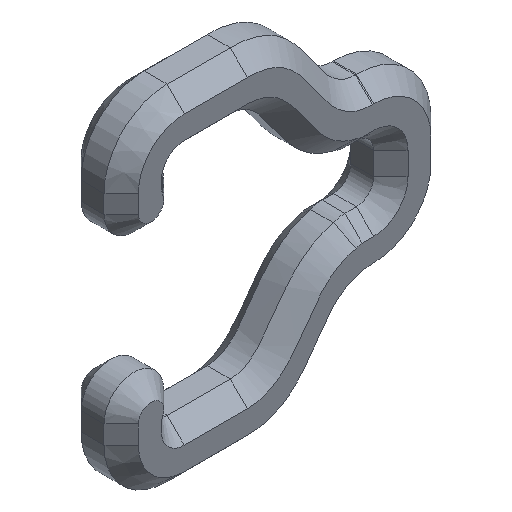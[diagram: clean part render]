
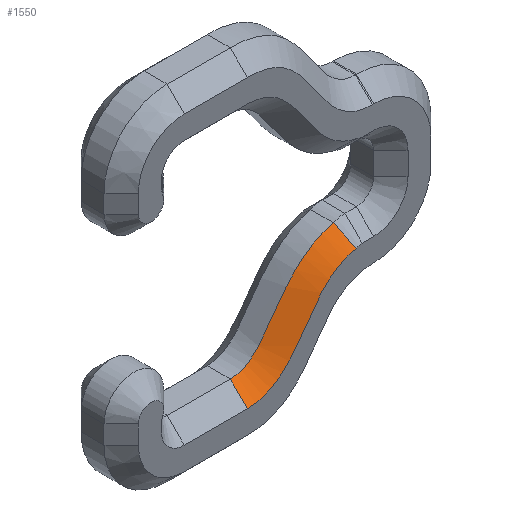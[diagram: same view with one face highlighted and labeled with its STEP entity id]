
A CAD part, isometric view. The second image highlights one B-rep face of the part: STEP entity #1550.
In plain terms, the highlighted free-form (B-spline) face has degree [1, 3] with [2, 22] control points.
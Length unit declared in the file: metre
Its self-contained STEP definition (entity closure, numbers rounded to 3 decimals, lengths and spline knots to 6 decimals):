
#162=B_SPLINE_CURVE_WITH_KNOTS('',3,(#2422,#2423,#2424,#2425,#2426,#2427,
#2428,#2429,#2430,#2431,#2432,#2433,#2434,#2435,#2436,#2437,#2438,#2439,
#2440,#2441,#2442,#2443,#2444,#2445,#2446,#2447,#2448,#2449,#2450,#2451,
#2452,#2453,#2454),.UNSPECIFIED.,.F.,.F.,(4,1,1,1,1,1,1,1,1,1,1,1,1,1,1,
1,1,1,1,1,1,1,1,1,1,1,1,1,1,1,4),(0.,0.054897,0.082345,
0.109794,0.123518,0.137242,0.164691,
0.192139,0.219588,0.233312,0.240174,
0.247036,0.250467,0.253898,0.26076,
0.274485,0.301933,0.329382,0.35683,
0.370554,0.384278,0.411727,0.439175,
0.466624,0.494072,0.521521,0.548969,
0.603866,0.658763,0.768557,0.878351),
 .UNSPECIFIED.);
#170=B_SPLINE_CURVE_WITH_KNOTS('',3,(#2778,#2779,#2780,#2781),
 .UNSPECIFIED.,.F.,.F.,(4,4),(0.,0.002129),.UNSPECIFIED.);
#184=B_SPLINE_CURVE_WITH_KNOTS('',3,(#3210,#3211,#3212,#3213),
 .UNSPECIFIED.,.F.,.F.,(4,4),(0.,1.),.UNSPECIFIED.);
#185=B_SPLINE_CURVE_WITH_KNOTS('',3,(#3260,#3261,#3262,#3263),
 .UNSPECIFIED.,.F.,.F.,(4,4),(0.10061,1.),.UNSPECIFIED.);
#578=ORIENTED_EDGE('',*,*,#723,.T.);
#579=ORIENTED_EDGE('',*,*,#778,.T.);
#580=ORIENTED_EDGE('',*,*,#846,.T.);
#581=ORIENTED_EDGE('',*,*,#844,.T.);
#723=EDGE_CURVE('',#927,#926,#162,.T.);
#778=EDGE_CURVE('',#926,#862,#170,.T.);
#844=EDGE_CURVE('',#985,#927,#184,.T.);
#846=EDGE_CURVE('',#862,#985,#185,.T.);
#862=VERTEX_POINT('',#2166);
#926=VERTEX_POINT('',#2421);
#927=VERTEX_POINT('',#2455);
#985=VERTEX_POINT('',#3214);
#1342=EDGE_LOOP('',(#578,#579,#580,#581));
#1440=FACE_BOUND('',#1342,.T.);
#1463=B_SPLINE_SURFACE_WITH_KNOTS('',1,3,((#3216,#3217,#3218,#3219,#3220,
#3221,#3222,#3223,#3224,#3225,#3226,#3227,#3228,#3229,#3230,#3231,#3232,
#3233,#3234,#3235,#3236,#3237),(#3238,#3239,#3240,#3241,#3242,#3243,#3244,
#3245,#3246,#3247,#3248,#3249,#3250,#3251,#3252,#3253,#3254,#3255,#3256,
#3257,#3258,#3259)),.RULED_SURF.,.F.,.F.,.F.,(2,2),(4,2,2,2,2,2,2,2,2,2,
4),(0.,1.),(0.321676,0.330494,0.339311,0.348129,
0.356946,0.374581,0.392216,0.409851,
0.427486,0.445122,0.446002),.UNSPECIFIED.);
#1550=ADVANCED_FACE('',(#1440),#1463,.F.);
#2166=CARTESIAN_POINT('',(-0.006009,-0.001,-0.002712));
#2421=CARTESIAN_POINT('',(-0.005506,-0.0025,-0.004137));
#2422=CARTESIAN_POINT('',(-0.015,-0.0025,-0.0115));
#2423=CARTESIAN_POINT('',(-0.014614,-0.0025,-0.0115));
#2424=CARTESIAN_POINT('',(-0.014057,-0.0025,-0.01143));
#2425=CARTESIAN_POINT('',(-0.013344,-0.0025,-0.011191));
#2426=CARTESIAN_POINT('',(-0.012931,-0.0025,-0.010993));
#2427=CARTESIAN_POINT('',(-0.012574,-0.0025,-0.010774));
#2428=CARTESIAN_POINT('',(-0.012355,-0.0025,-0.010623));
#2429=CARTESIAN_POINT('',(-0.012055,-0.0025,-0.01039));
#2430=CARTESIAN_POINT('',(-0.011706,-0.0025,-0.01007));
#2431=CARTESIAN_POINT('',(-0.011413,-0.0025,-0.009764));
#2432=CARTESIAN_POINT('',(-0.01121,-0.0025,-0.00953));
#2433=CARTESIAN_POINT('',(-0.011092,-0.0025,-0.00939));
#2434=CARTESIAN_POINT('',(-0.011021,-0.0025,-0.009302));
#2435=CARTESIAN_POINT('',(-0.010959,-0.0025,-0.009224));
#2436=CARTESIAN_POINT('',(-0.010943,-0.0025,-0.009204));
#2437=CARTESIAN_POINT('',(-0.010892,-0.0025,-0.009139));
#2438=CARTESIAN_POINT('',(-0.010796,-0.0025,-0.009012));
#2439=CARTESIAN_POINT('',(-0.010626,-0.0025,-0.008783));
#2440=CARTESIAN_POINT('',(-0.010384,-0.0025,-0.008447));
#2441=CARTESIAN_POINT('',(-0.010155,-0.0025,-0.008121));
#2442=CARTESIAN_POINT('',(-0.009939,-0.0025,-0.007812));
#2443=CARTESIAN_POINT('',(-0.009755,-0.0025,-0.007547));
#2444=CARTESIAN_POINT('',(-0.009557,-0.0025,-0.007266));
#2445=CARTESIAN_POINT('',(-0.009335,-0.0025,-0.006958));
#2446=CARTESIAN_POINT('',(-0.009131,-0.0025,-0.006685));
#2447=CARTESIAN_POINT('',(-0.00897,-0.0025,-0.006476));
#2448=CARTESIAN_POINT('',(-0.008749,-0.0025,-0.006205));
#2449=CARTESIAN_POINT('',(-0.008449,-0.0025,-0.005864));
#2450=CARTESIAN_POINT('',(-0.008087,-0.0025,-0.005494));
#2451=CARTESIAN_POINT('',(-0.007471,-0.0025,-0.004966));
#2452=CARTESIAN_POINT('',(-0.006633,-0.0025,-0.004457));
#2453=CARTESIAN_POINT('',(-0.005901,-0.0025,-0.004221));
#2454=CARTESIAN_POINT('',(-0.005506,-0.0025,-0.004138));
#2455=CARTESIAN_POINT('',(-0.015,-0.0025,-0.0115));
#2778=CARTESIAN_POINT('',(-0.005505,-0.0025,-0.004137));
#2779=CARTESIAN_POINT('',(-0.005686,-0.002001,-0.003665));
#2780=CARTESIAN_POINT('',(-0.005848,-0.001501,-0.003189));
#2781=CARTESIAN_POINT('',(-0.006009,-0.001,-0.002713));
#3210=CARTESIAN_POINT('',(-0.015,-0.001,-0.01));
#3211=CARTESIAN_POINT('',(-0.015,-0.0015,-0.0105));
#3212=CARTESIAN_POINT('',(-0.015,-0.002,-0.011));
#3213=CARTESIAN_POINT('',(-0.015,-0.0025,-0.0115));
#3214=CARTESIAN_POINT('',(-0.015,-0.001,-0.01));
#3216=CARTESIAN_POINT('',(-0.015,-0.0025,-0.0115));
#3217=CARTESIAN_POINT('',(-0.014647,-0.0025,-0.0115));
#3218=CARTESIAN_POINT('',(-0.014166,-0.0025,-0.011447));
#3219=CARTESIAN_POINT('',(-0.013304,-0.0025,-0.011187));
#3220=CARTESIAN_POINT('',(-0.012909,-0.0025,-0.010992));
#3221=CARTESIAN_POINT('',(-0.012221,-0.0025,-0.010539));
#3222=CARTESIAN_POINT('',(-0.011922,-0.0025,-0.010282));
#3223=CARTESIAN_POINT('',(-0.011398,-0.0025,-0.009758));
#3224=CARTESIAN_POINT('',(-0.011173,-0.0025,-0.009494));
#3225=CARTESIAN_POINT('',(-0.010556,-0.0025,-0.008716));
#3226=CARTESIAN_POINT('',(-0.010218,-0.0025,-0.008215));
#3227=CARTESIAN_POINT('',(-0.009563,-0.0025,-0.007269));
#3228=CARTESIAN_POINT('',(-0.009248,-0.0025,-0.006824));
#3229=CARTESIAN_POINT('',(-0.0086,-0.0025,-0.006019));
#3230=CARTESIAN_POINT('',(-0.008266,-0.0025,-0.005657));
#3231=CARTESIAN_POINT('',(-0.007562,-0.0025,-0.00504));
#3232=CARTESIAN_POINT('',(-0.007188,-0.0025,-0.004783));
#3233=CARTESIAN_POINT('',(-0.006395,-0.0025,-0.004382));
#3234=CARTESIAN_POINT('',(-0.005974,-0.0025,-0.004236));
#3235=CARTESIAN_POINT('',(-0.005492,-0.0025,-0.004134));
#3236=CARTESIAN_POINT('',(-0.00547,-0.0025,-0.004129));
#3237=CARTESIAN_POINT('',(-0.005447,-0.0025,-0.004125));
#3238=CARTESIAN_POINT('',(-0.015,-0.001,-0.01));
#3239=CARTESIAN_POINT('',(-0.014758,-0.001,-0.01));
#3240=CARTESIAN_POINT('',(-0.014447,-0.001,-0.009965));
#3241=CARTESIAN_POINT('',(-0.013888,-0.001,-0.009797));
#3242=CARTESIAN_POINT('',(-0.013629,-0.001,-0.00967));
#3243=CARTESIAN_POINT('',(-0.013149,-0.001,-0.009355));
#3244=CARTESIAN_POINT('',(-0.012927,-0.001,-0.009165));
#3245=CARTESIAN_POINT('',(-0.012514,-0.001,-0.008752));
#3246=CARTESIAN_POINT('',(-0.012323,-0.001,-0.00853));
#3247=CARTESIAN_POINT('',(-0.011781,-0.001,-0.007847));
#3248=CARTESIAN_POINT('',(-0.011455,-0.001,-0.007366));
#3249=CARTESIAN_POINT('',(-0.010792,-0.001,-0.006409));
#3250=CARTESIAN_POINT('',(-0.010456,-0.001,-0.005933));
#3251=CARTESIAN_POINT('',(-0.00973,-0.001,-0.00503));
#3252=CARTESIAN_POINT('',(-0.009337,-0.001,-0.0046));
#3253=CARTESIAN_POINT('',(-0.008466,-0.001,-0.003839));
#3254=CARTESIAN_POINT('',(-0.007984,-0.001,-0.003505));
#3255=CARTESIAN_POINT('',(-0.006952,-0.001,-0.002983));
#3256=CARTESIAN_POINT('',(-0.006403,-0.001,-0.002793));
#3257=CARTESIAN_POINT('',(-0.005797,-0.001,-0.002665));
#3258=CARTESIAN_POINT('',(-0.005768,-0.001,-0.002659));
#3259=CARTESIAN_POINT('',(-0.005739,-0.001,-0.002654));
#3260=CARTESIAN_POINT('',(-0.006009,-0.001,-0.002712));
#3261=CARTESIAN_POINT('',(-0.011121,-0.001,-0.003933));
#3262=CARTESIAN_POINT('',(-0.011402,-0.001,-0.01));
#3263=CARTESIAN_POINT('',(-0.015,-0.001,-0.01));
